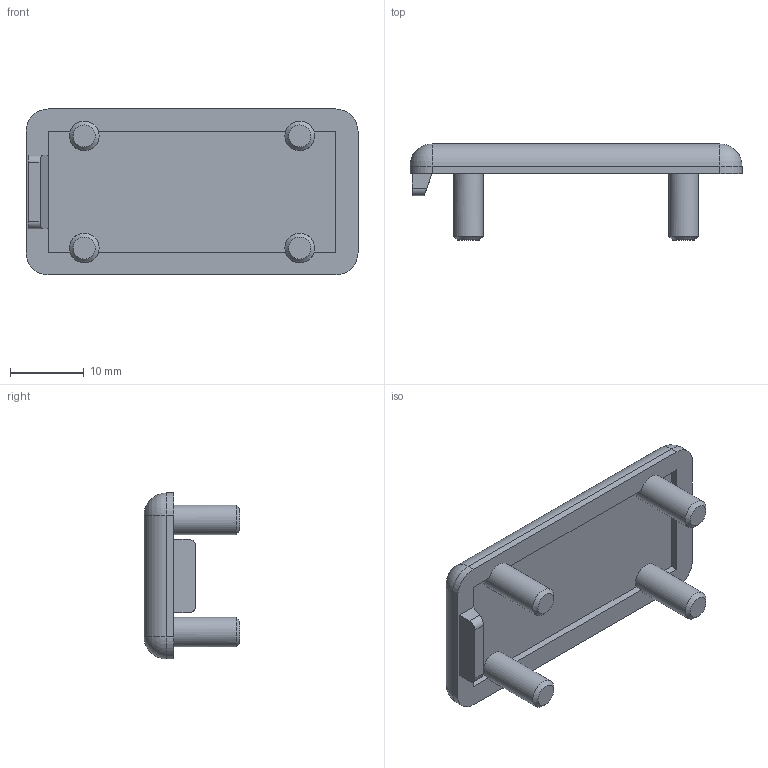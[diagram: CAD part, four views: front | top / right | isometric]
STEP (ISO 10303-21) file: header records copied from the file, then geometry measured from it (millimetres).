
FILE_DESCRIPTION(/* description */ (''),/* implementation_level */ '2;1');
FILE_NAME(/* name */ '1008300.stp',/* time_stamp */ '2024-07-23T14:29:35+02:00',/* author */ ('Bo'),/* organization */ (''),/* preprocessor_version */ 'ST-DEVELOPER v20',/* originating_system */ 'Autodesk Inventor 2025',/* authorisation */ ' ');
FILE_SCHEMA (('AUTOMOTIVE_DESIGN { 1 0 10303 214 3 1 1 }'));
Length unit declared in the file: millimetre
Products named in the file (1): 1008300
Bounding box: 45 x 13 x 22.5 mm (x, y, z)
Volume: 3678.8 mm3; surface area: 2982.1 mm2
Topology: 1 solids, 1 shells, 46 faces, 119 edges, 72 vertices
Faces by surface type: plane 24, cylinder 14, sphere 4, cone 4
Full cylindrical faces by diameter (mm): 4 x4
Entity records: 1423 total; most frequent: DIRECTION 253, CARTESIAN_POINT 234, ORIENTED_EDGE 230, EDGE_CURVE 115, AXIS2_PLACEMENT_3D 91, VERTEX_POINT 72, LINE 71, VECTOR 71
